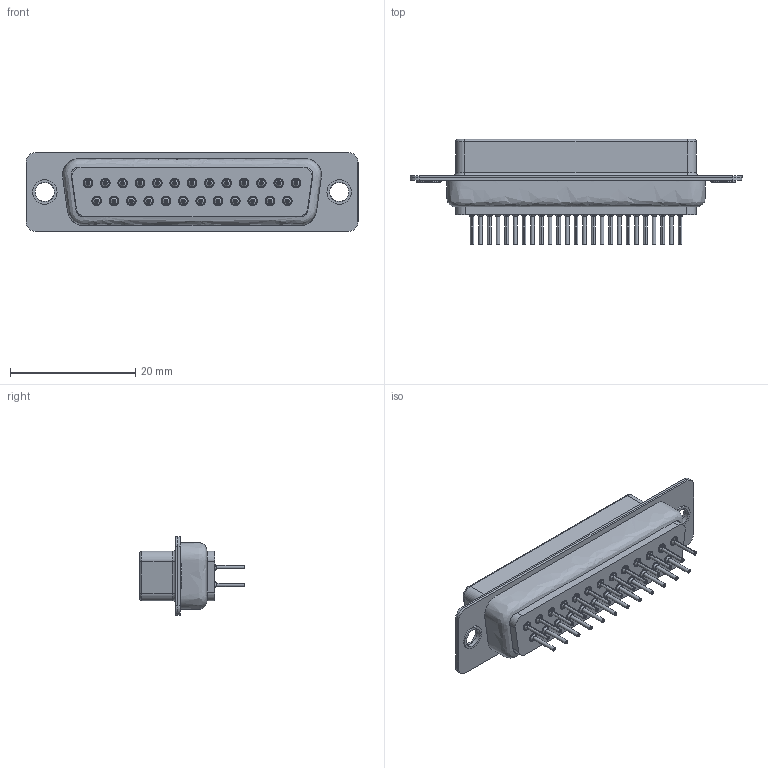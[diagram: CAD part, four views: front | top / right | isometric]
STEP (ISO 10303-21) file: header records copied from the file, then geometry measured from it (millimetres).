
FILE_DESCRIPTION(/* description */ ('Unknown'),/* implementation_level */ '2;1');
FILE_NAME(/* name */ '61802525123',/* time_stamp */ '2021-12-02T12:10:01+01:00',/* author */ ('Unknown'),/* organization */ ('Unknown'),/* preprocessor_version */ 'ST-DEVELOPER v16.7',/* originating_system */ 'Solid Edge',/* authorisation */ 'Unknown');
FILE_SCHEMA (('AUTOMOTIVE_DESIGN {1 0 10303 214 3 1 1}'));
Length unit declared in the file: millimetre
Products named in the file (6): 6180xx25123; 61802529321_INTER_ARRIERE; 61802529321_INTER_FACADE; 61802529321_FACADE; 61802529321_ARRIERE; 6180xx25123_Pin
Assembly tree (29 placements, depth 2):
  6180xx25123
    61802529321_INTER_ARRIERE
    61802529321_INTER_FACADE
    61802529321_FACADE
    61802529321_ARRIERE
    6180xx25123_Pin  x25
Bounding box: 53.05 x 16.8 x 12.55 mm (x, y, z)
Volume: 3874.3 mm3; surface area: 9962.2 mm2
Topology: 29 solids, 29 shells, 2022 faces, 5483 edges, 3547 vertices
Faces by surface type: plane 1143, cylinder 454, cone 375, torus 37, bspline 13
Full cylindrical faces by diameter (mm): 1 x25, 1.5 x25, 1.6 x25, 3 x2, 3.1 x2, 3.9 x2
Entity records: 22231 total; most frequent: CARTESIAN_POINT 10930, DIRECTION 2450, ORIENTED_EDGE 2048, EDGE_CURVE 1024, AXIS2_PLACEMENT_3D 989, EDGE_LOOP 711, FACE_BOUND 711, VERTEX_POINT 709
